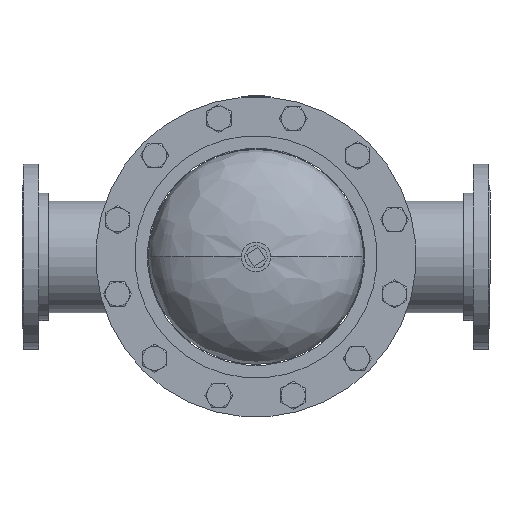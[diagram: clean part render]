
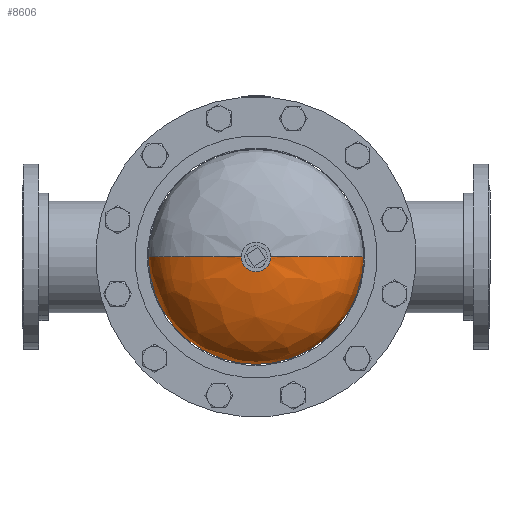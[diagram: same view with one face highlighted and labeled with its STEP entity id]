
A CAD part, front view. The second image highlights one B-rep face of the part: STEP entity #8606.
In plain terms, the highlighted free-form (B-spline) face has degree [3, 3] with [4, 4] control points.
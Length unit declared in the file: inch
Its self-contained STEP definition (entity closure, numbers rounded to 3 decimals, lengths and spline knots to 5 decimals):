
#390 =( BOUNDED_CURVE ( )  B_SPLINE_CURVE ( 3, ( #11094, #5161, #1434, #1751 ),
 .UNSPECIFIED., .F., .F. ) 
 B_SPLINE_CURVE_WITH_KNOTS ( ( 4, 4 ),
 ( 0., 1.45288 ),
 .UNSPECIFIED. ) 
 CURVE ( )  GEOMETRIC_REPRESENTATION_ITEM ( )  RATIONAL_B_SPLINE_CURVE ( ( 1., 0.832, 0.832, 1. ) ) 
 REPRESENTATION_ITEM ( '' )  );
#432 = VERTEX_POINT ( 'NONE', #9381 ) ;
#679 = EDGE_CURVE ( 'NONE', #12234, #432, #390, .T. ) ;
#862 = CARTESIAN_POINT ( 'NONE',  ( 6.375, 4.4219, 12.75 ) ) ;
#1090 = CARTESIAN_POINT ( 'NONE',  ( -6.375, 2.625, 12.75 ) ) ;
#1359 = EDGE_CURVE ( 'NONE', #12234, #4361, #10552, .T. ) ;
#1434 = CARTESIAN_POINT ( 'NONE',  ( 4.12057, 5.76516, 0. ) ) ;
#1484 = DIRECTION ( 'NONE',  ( 1., 0., 0. ) ) ;
#1704 = ORIENTED_EDGE ( 'NONE', *, *, #679, .T. ) ;
#1751 = CARTESIAN_POINT ( 'NONE',  ( 0.75, 5.97656, 0. ) ) ;
#2063 = CARTESIAN_POINT ( 'NONE',  ( 0.75, 5.97656, 0. ) ) ;
#2153 = CARTESIAN_POINT ( 'NONE',  ( 0., 5.97656, 0.75 ) ) ;
#2823 = VERTEX_POINT ( 'NONE', #12929 ) ;
#3034 = EDGE_CURVE ( 'NONE', #14015, #432, #9255, .T. ) ;
#3490 = CARTESIAN_POINT ( 'NONE',  ( 6.375, 2.625, 12.75 ) ) ;
#4074 = CARTESIAN_POINT ( 'NONE',  ( 0., 5.97656, 0. ) ) ;
#4133 = CIRCLE ( 'NONE', #14714, 0.75 ) ;
#4234 =( BOUNDED_SURFACE ( )  B_SPLINE_SURFACE ( 3, 3, ( 
 ( #8124, #3490, #1090, #12883 ),
 ( #14133, #862, #11697, #7025 ),
 ( #12956, #13111, #8287, #14440 ),
 ( #2063, #14208, #5694, #10511 ) ),
 .UNSPECIFIED., .F., .F., .F. ) 
 B_SPLINE_SURFACE_WITH_KNOTS ( ( 4, 4 ),
 ( 4, 4 ),
 ( 0., 1. ),
 ( 0., 1. ),
 .UNSPECIFIED. ) 
 GEOMETRIC_REPRESENTATION_ITEM ( )  RATIONAL_B_SPLINE_SURFACE ( (
 ( 1., 0.333, 0.333, 1.),
 ( 0.832, 0.277, 0.277, 0.832),
 ( 0.832, 0.277, 0.277, 0.832),
 ( 1., 0.333, 0.333, 1.) ) ) 
 REPRESENTATION_ITEM ( '' )  SURFACE ( )  );
#4361 = VERTEX_POINT ( 'NONE', #11373 ) ;
#4939 = CARTESIAN_POINT ( 'NONE',  ( -0.75, 5.97656, 0. ) ) ;
#5161 = CARTESIAN_POINT ( 'NONE',  ( 6.375, 4.4219, 0. ) ) ;
#5524 = ORIENTED_EDGE ( 'NONE', *, *, #13329, .F. ) ;
#5694 = CARTESIAN_POINT ( 'NONE',  ( -0.75, 5.97656, 1.5 ) ) ;
#5761 = DIRECTION ( 'NONE',  ( 0., -1., 0. ) ) ;
#5836 =( BOUNDED_CURVE ( )  B_SPLINE_CURVE ( 3, ( #5955, #14559, #8566, #4939 ),
 .UNSPECIFIED., .F., .F. ) 
 B_SPLINE_CURVE_WITH_KNOTS ( ( 4, 4 ),
 ( 0., 1.45288 ),
 .UNSPECIFIED. ) 
 CURVE ( )  GEOMETRIC_REPRESENTATION_ITEM ( )  RATIONAL_B_SPLINE_CURVE ( ( 1., 0.832, 0.832, 1. ) ) 
 REPRESENTATION_ITEM ( '' )  );
#5955 = CARTESIAN_POINT ( 'NONE',  ( -6.375, 2.625, 0. ) ) ;
#7025 = CARTESIAN_POINT ( 'NONE',  ( -6.375, 4.4219, 0. ) ) ;
#7513 = AXIS2_PLACEMENT_3D ( 'NONE', #4074, #12452, #9995 ) ;
#7782 = ORIENTED_EDGE ( 'NONE', *, *, #1359, .F. ) ;
#8036 = DIRECTION ( 'NONE',  ( 1., 0., 0. ) ) ;
#8124 = CARTESIAN_POINT ( 'NONE',  ( 6.375, 2.625, 0. ) ) ;
#8287 = CARTESIAN_POINT ( 'NONE',  ( -4.12057, 5.76516, 8.24114 ) ) ;
#8457 = CARTESIAN_POINT ( 'NONE',  ( 6.375, 2.625, 0. ) ) ;
#8566 = CARTESIAN_POINT ( 'NONE',  ( -4.12057, 5.76516, 0. ) ) ;
#8606 = ADVANCED_FACE ( 'NONE', ( #10837 ), #4234, .T. ) ;
#8893 = EDGE_LOOP ( 'NONE', ( #9048, #7782, #1704, #12151, #5524 ) ) ;
#9048 = ORIENTED_EDGE ( 'NONE', *, *, #12582, .F. ) ;
#9255 = CIRCLE ( 'NONE', #7513, 0.75 ) ;
#9381 = CARTESIAN_POINT ( 'NONE',  ( 0.75, 5.97656, 0. ) ) ;
#9995 = DIRECTION ( 'NONE',  ( 1., 0., 0. ) ) ;
#10511 = CARTESIAN_POINT ( 'NONE',  ( -0.75, 5.97656, 0. ) ) ;
#10552 = CIRCLE ( 'NONE', #11571, 6.375 ) ;
#10837 = FACE_OUTER_BOUND ( 'NONE', #8893, .T. ) ;
#11094 = CARTESIAN_POINT ( 'NONE',  ( 6.375, 2.625, 0. ) ) ;
#11373 = CARTESIAN_POINT ( 'NONE',  ( -6.375, 2.625, 0. ) ) ;
#11571 = AXIS2_PLACEMENT_3D ( 'NONE', #13884, #5761, #8036 ) ;
#11697 = CARTESIAN_POINT ( 'NONE',  ( -6.375, 4.4219, 12.75 ) ) ;
#12151 = ORIENTED_EDGE ( 'NONE', *, *, #3034, .F. ) ;
#12234 = VERTEX_POINT ( 'NONE', #8457 ) ;
#12249 = DIRECTION ( 'NONE',  ( 0., 1., 0. ) ) ;
#12452 = DIRECTION ( 'NONE',  ( 0., 1., 0. ) ) ;
#12582 = EDGE_CURVE ( 'NONE', #4361, #2823, #5836, .T. ) ;
#12883 = CARTESIAN_POINT ( 'NONE',  ( -6.375, 2.625, 0. ) ) ;
#12929 = CARTESIAN_POINT ( 'NONE',  ( -0.75, 5.97656, 0. ) ) ;
#12956 = CARTESIAN_POINT ( 'NONE',  ( 4.12057, 5.76516, 0. ) ) ;
#13111 = CARTESIAN_POINT ( 'NONE',  ( 4.12057, 5.76516, 8.24114 ) ) ;
#13329 = EDGE_CURVE ( 'NONE', #2823, #14015, #4133, .T. ) ;
#13884 = CARTESIAN_POINT ( 'NONE',  ( 0., 2.625, 0. ) ) ;
#14015 = VERTEX_POINT ( 'NONE', #2153 ) ;
#14133 = CARTESIAN_POINT ( 'NONE',  ( 6.375, 4.4219, 0. ) ) ;
#14208 = CARTESIAN_POINT ( 'NONE',  ( 0.75, 5.97656, 1.5 ) ) ;
#14440 = CARTESIAN_POINT ( 'NONE',  ( -4.12057, 5.76516, 0. ) ) ;
#14559 = CARTESIAN_POINT ( 'NONE',  ( -6.375, 4.4219, 0. ) ) ;
#14714 = AXIS2_PLACEMENT_3D ( 'NONE', #14824, #12249, #1484 ) ;
#14824 = CARTESIAN_POINT ( 'NONE',  ( 0., 5.97656, 0. ) ) ;
